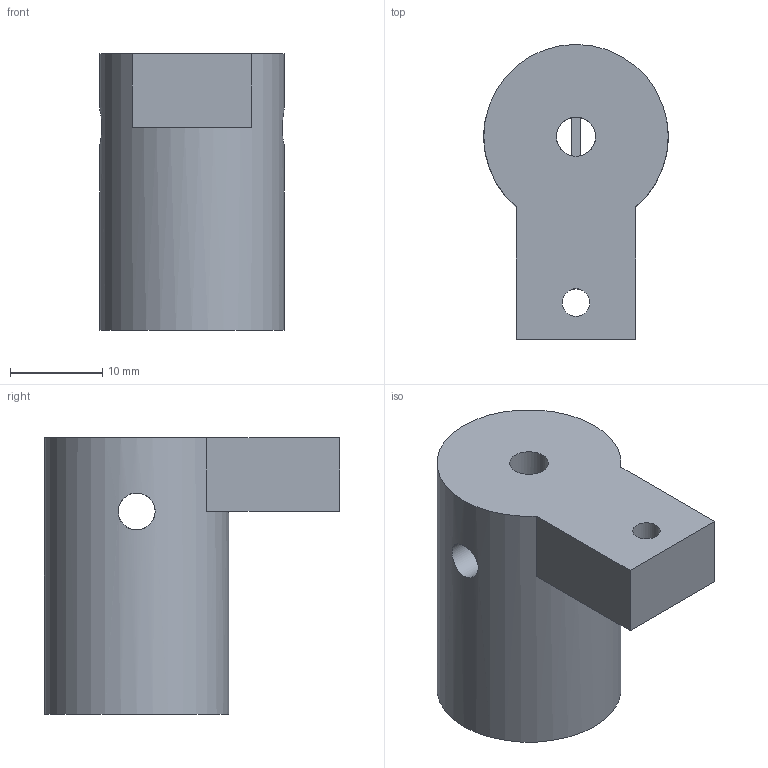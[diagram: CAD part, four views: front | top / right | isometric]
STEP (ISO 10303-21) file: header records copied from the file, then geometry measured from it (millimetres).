
FILE_DESCRIPTION(/* description */ (''),/* implementation_level */ '2;1');
FILE_NAME(/* name */ 'Lever Arm Potentiometer Coupler v9.step',/* time_stamp */ '2025-09-15T04:58:34+01:00',/* author */ (''),/* organization */ (''),/* preprocessor_version */ 'ST-DEVELOPER v20.1',/* originating_system */ 'Autodesk Translation Framework v14.17.0.0',/* authorisation */ '');
FILE_SCHEMA (('AUTOMOTIVE_DESIGN { 1 0 10303 214 3 1 1 }'));
Length unit declared in the file: millimetre
Products named in the file (1): Lever Arm Potentiometer Coupler
Bounding box: 20 x 32 x 30 mm (x, y, z)
Volume: 9911.8 mm3; surface area: 3912.9 mm2
Topology: 1 solids, 1 shells, 18 faces, 57 edges, 38 vertices
Faces by surface type: plane 11, cylinder 7
Full cylindrical faces by diameter (mm): 3 x1, 4 x2, 4.25 x1, 20 x1
Entity records: 840 total; most frequent: CARTESIAN_POINT 288, ORIENTED_EDGE 114, DIRECTION 99, EDGE_CURVE 57, VERTEX_POINT 38, AXIS2_PLACEMENT_3D 35, LINE 29, VECTOR 29
